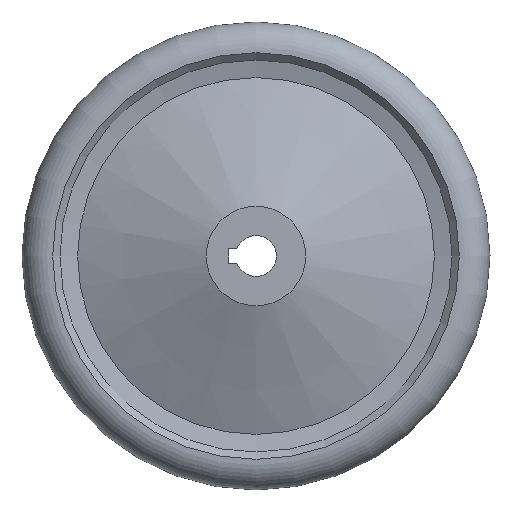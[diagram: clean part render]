
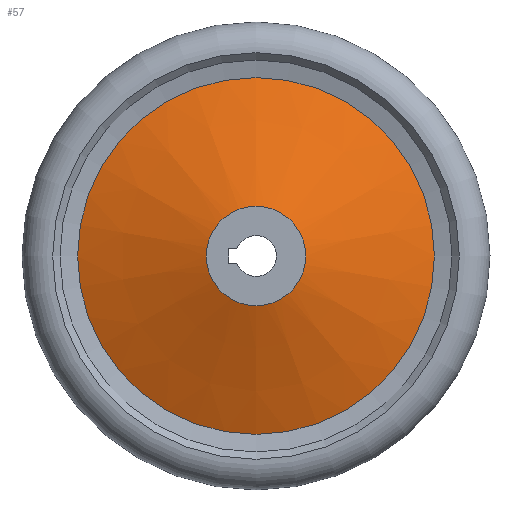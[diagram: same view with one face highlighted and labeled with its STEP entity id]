
A CAD part, left-side view. The second image highlights one B-rep face of the part: STEP entity #57.
In plain terms, the highlighted conical face has half-angle 69.216 degrees and reference radius 61 mm.
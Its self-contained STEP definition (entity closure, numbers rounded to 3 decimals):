
#57 = ADVANCED_FACE( '', ( #120, #121 ), #122, .T. );
#120 = FACE_BOUND( '', #184, .T. );
#121 = FACE_OUTER_BOUND( '', #185, .T. );
#122 = CONICAL_SURFACE( '', #186, 61., 1.208 );
#184 = EDGE_LOOP( '', ( #272 ) );
#185 = EDGE_LOOP( '', ( #273 ) );
#186 = AXIS2_PLACEMENT_3D( '', #274, #275, #276 );
#272 = ORIENTED_EDGE( '', *, *, #317, .F. );
#273 = ORIENTED_EDGE( '', *, *, #325, .T. );
#274 = CARTESIAN_POINT( '', ( 24.2, 0., 0. ) );
#275 = DIRECTION( '', ( 1., 0., 0. ) );
#276 = DIRECTION( '', ( 0., 0., -1. ) );
#317 = EDGE_CURVE( '', #358, #358, #359, .T. );
#325 = EDGE_CURVE( '', #371, #371, #372, .T. );
#358 = VERTEX_POINT( '', #413 );
#359 = CIRCLE( '', #414, 17. );
#371 = VERTEX_POINT( '', #426 );
#372 = CIRCLE( '', #427, 61. );
#413 = CARTESIAN_POINT( '', ( 7.5, 0., 17. ) );
#414 = AXIS2_PLACEMENT_3D( '', #479, #480, #481 );
#426 = CARTESIAN_POINT( '', ( 24.2, 0., 61. ) );
#427 = AXIS2_PLACEMENT_3D( '', #494, #495, #496 );
#479 = CARTESIAN_POINT( '', ( 7.5, 0., 0. ) );
#480 = DIRECTION( '', ( -1., 0., 0. ) );
#481 = DIRECTION( '', ( 0., 0., 1. ) );
#494 = CARTESIAN_POINT( '', ( 24.2, 0., 0. ) );
#495 = DIRECTION( '', ( -1., 0., 0. ) );
#496 = DIRECTION( '', ( 0., 0., 1. ) );
